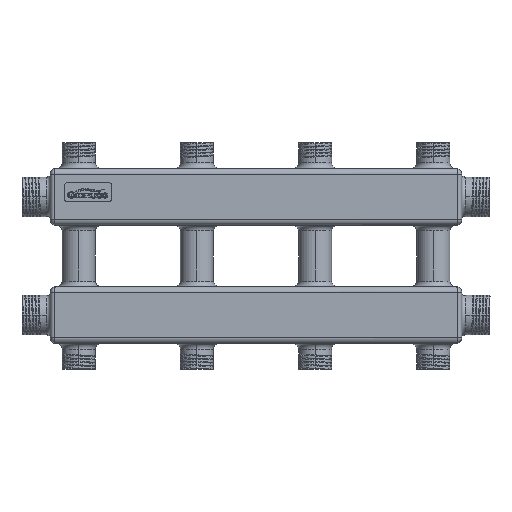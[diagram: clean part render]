
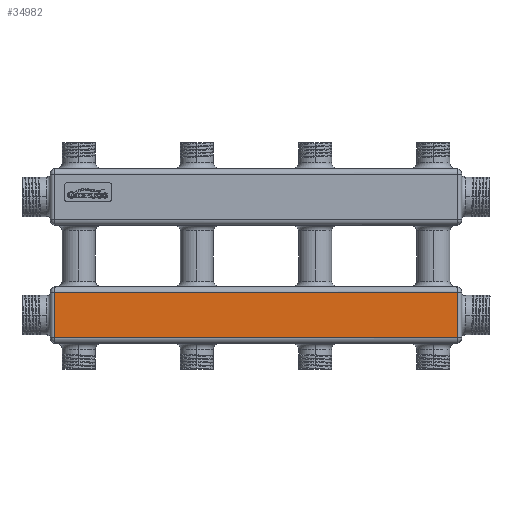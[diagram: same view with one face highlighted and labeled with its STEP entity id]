
A CAD part, top view. The second image highlights one B-rep face of the part: STEP entity #34982.
In plain terms, the highlighted planar face has unit normal (0, 0, 1).
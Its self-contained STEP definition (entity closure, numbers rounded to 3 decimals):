
#277 = LINE ( 'NONE', #40893, #25139 ) ;
#3669 = LINE ( 'NONE', #6937, #4161 ) ;
#4161 = VECTOR ( 'NONE', #26452, 1000. ) ;
#5489 = LINE ( 'NONE', #9827, #11488 ) ;
#6937 = CARTESIAN_POINT ( 'NONE',  ( 0., -38.5, 30. ) ) ;
#7340 = ORIENTED_EDGE ( 'NONE', *, *, #23587, .T. ) ;
#9375 = DIRECTION ( 'NONE',  ( 1., 0., 0. ) ) ;
#9827 = CARTESIAN_POINT ( 'NONE',  ( 4., 0., 30. ) ) ;
#10297 = VERTEX_POINT ( 'NONE', #10704 ) ;
#10704 = CARTESIAN_POINT ( 'NONE',  ( 431., -86.5, 30. ) ) ;
#11478 = CARTESIAN_POINT ( 'NONE',  ( 4., -86.5, 30. ) ) ;
#11488 = VECTOR ( 'NONE', #39420, 1000. ) ;
#13147 = VERTEX_POINT ( 'NONE', #32829 ) ;
#15799 = EDGE_CURVE ( 'NONE', #13147, #35089, #3669, .T. ) ;
#21625 = ORIENTED_EDGE ( 'NONE', *, *, #22677, .T. ) ;
#22450 = DIRECTION ( 'NONE',  ( 0., 0., 1. ) ) ;
#22677 = EDGE_CURVE ( 'NONE', #10297, #13147, #32220, .T. ) ;
#23587 = EDGE_CURVE ( 'NONE', #41986, #10297, #277, .T. ) ;
#23592 = VECTOR ( 'NONE', #35769, 1000. ) ;
#25139 = VECTOR ( 'NONE', #37247, 1000. ) ;
#25570 = PLANE ( 'NONE',  #29941 ) ;
#26247 = CARTESIAN_POINT ( 'NONE',  ( 431., 0., 30. ) ) ;
#26452 = DIRECTION ( 'NONE',  ( -1., 0., 0. ) ) ;
#26556 = EDGE_CURVE ( 'NONE', #35089, #41986, #5489, .T. ) ;
#28519 = CARTESIAN_POINT ( 'NONE',  ( 0., 0., 30. ) ) ;
#29941 = AXIS2_PLACEMENT_3D ( 'NONE', #28519, #22450, #9375 ) ;
#30434 = FACE_OUTER_BOUND ( 'NONE', #39070, .T. ) ;
#31983 = ORIENTED_EDGE ( 'NONE', *, *, #26556, .T. ) ;
#32220 = LINE ( 'NONE', #26247, #23592 ) ;
#32829 = CARTESIAN_POINT ( 'NONE',  ( 431., -38.5, 30. ) ) ;
#34982 = ADVANCED_FACE ( 'NONE', ( #30434 ), #25570, .T. ) ;
#35089 = VERTEX_POINT ( 'NONE', #36183 ) ;
#35769 = DIRECTION ( 'NONE',  ( 0., 1., 0. ) ) ;
#36183 = CARTESIAN_POINT ( 'NONE',  ( 4., -38.5, 30. ) ) ;
#37247 = DIRECTION ( 'NONE',  ( 1., 0., 0. ) ) ;
#37890 = ORIENTED_EDGE ( 'NONE', *, *, #15799, .T. ) ;
#39070 = EDGE_LOOP ( 'NONE', ( #37890, #31983, #7340, #21625 ) ) ;
#39420 = DIRECTION ( 'NONE',  ( 0., -1., 0. ) ) ;
#40893 = CARTESIAN_POINT ( 'NONE',  ( 0., -86.5, 30. ) ) ;
#41986 = VERTEX_POINT ( 'NONE', #11478 ) ;
